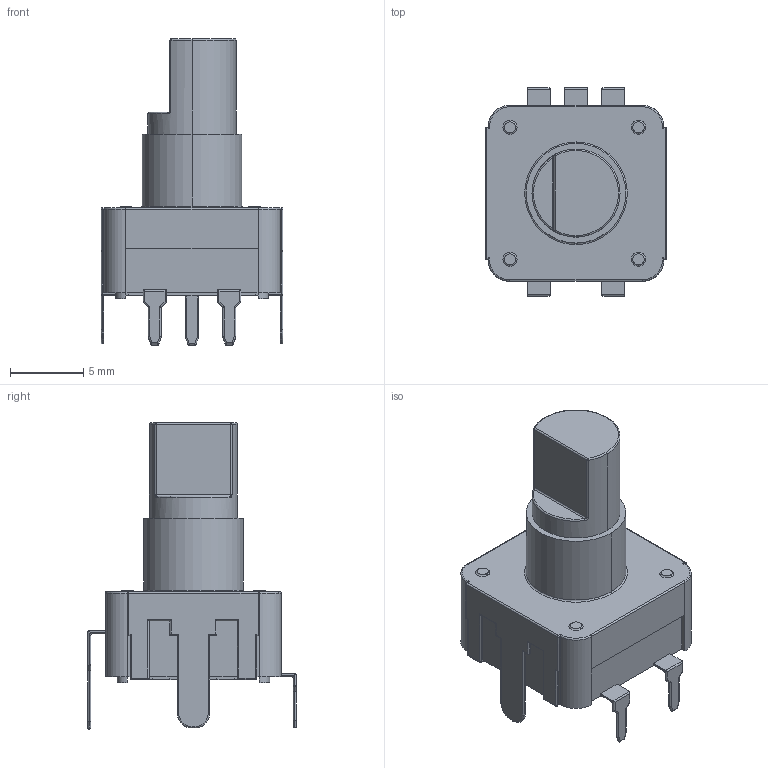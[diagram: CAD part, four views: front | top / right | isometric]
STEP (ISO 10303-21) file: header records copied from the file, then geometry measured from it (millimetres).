
FILE_DESCRIPTION(('FreeCAD Model'),'2;1');
FILE_NAME('Open CASCADE Shape Model','2021-10-24T12:30:29',( 'kicad StepUp'),('ksu MCAD'),'Open CASCADE STEP processor 7.4', 'FreeCAD','Unknown');
FILE_SCHEMA(('AUTOMOTIVE_DESIGN { 1 0 10303 214 1 1 1 1 }'));
Length unit declared in the file: millimetre
Products named in the file (1): User_Library-PEC12-4220F-S0024-1
Bounding box: 12.4 x 14.2 x 20.88 mm (x, y, z)
Volume: 1189.3 mm3; surface area: 919.7 mm2
Topology: 1 solids, 1 shells, 379 faces, 917 edges, 538 vertices
Faces by surface type: cylinder 190, plane 139, torus 34, sphere 14, bspline 2
Entity records: 13406 total; most frequent: CARTESIAN_POINT 2326, ORIENTED_EDGE 1806, DIRECTION 1727, EDGE_CURVE 903, AXIS2_PLACEMENT_3D 576, LINE 575, VECTOR 575, VERTEX_POINT 538
